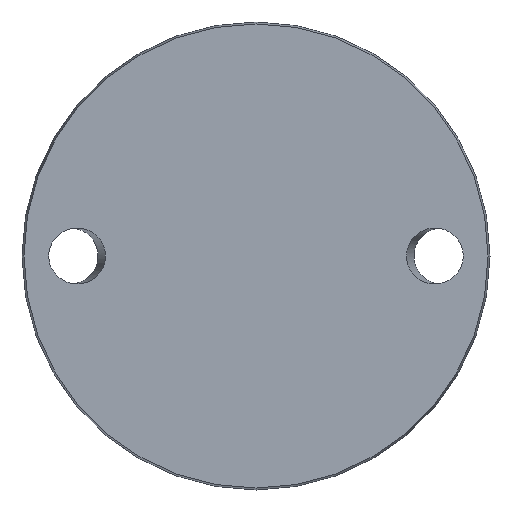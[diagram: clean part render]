
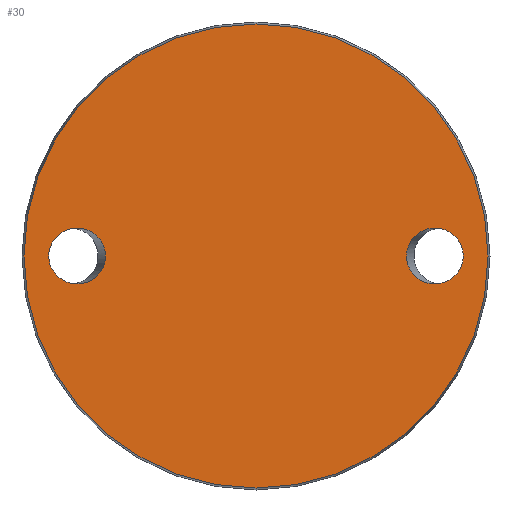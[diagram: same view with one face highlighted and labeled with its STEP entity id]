
A CAD part, front view. The second image highlights one B-rep face of the part: STEP entity #30.
In plain terms, the highlighted planar face has unit normal (0, -1, 0).
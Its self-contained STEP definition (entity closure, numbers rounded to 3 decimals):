
#29 = AXIS2_PLACEMENT_3D ( 'NONE', #548, #86, #639 ) ;
#30 = ADVANCED_FACE ( 'NONE', ( #992, #609, #83 ), #309, .F. ) ;
#83 = FACE_OUTER_BOUND ( 'NONE', #380, .T. ) ;
#86 = DIRECTION ( 'NONE',  ( 0., -1., 0. ) ) ;
#109 = AXIS2_PLACEMENT_3D ( 'NONE', #453, #375, #219 ) ;
#120 = CARTESIAN_POINT ( 'NONE',  ( 61.115, 0., 0. ) ) ;
#154 = CARTESIAN_POINT ( 'NONE',  ( -44.385, 0., 0. ) ) ;
#219 = DIRECTION ( 'NONE',  ( 0., 0., 1. ) ) ;
#234 = EDGE_CURVE ( 'NONE', #434, #434, #487, .T. ) ;
#236 =( BOUNDED_CURVE ( )  B_SPLINE_CURVE ( 3, ( #980, #541, #847, #154, #463, #293, #768 ),
 .UNSPECIFIED., .T., .F. ) 
 B_SPLINE_CURVE_WITH_KNOTS ( ( 4, 3, 4 ),
 ( 0., 3.142, 6.283 ),
 .UNSPECIFIED. ) 
 CURVE ( )  GEOMETRIC_REPRESENTATION_ITEM ( )  RATIONAL_B_SPLINE_CURVE ( ( 1., 0.333, 0.333, 1., 0.333, 0.333, 1. ) ) 
 REPRESENTATION_ITEM ( '' )  );
#245 = ORIENTED_EDGE ( 'NONE', *, *, #395, .T. ) ;
#293 = CARTESIAN_POINT ( 'NONE',  ( -61.115, 0., -16.5 ) ) ;
#306 = EDGE_LOOP ( 'NONE', ( #245 ) ) ;
#309 = PLANE ( 'NONE',  #109 ) ;
#343 = CARTESIAN_POINT ( 'NONE',  ( 44.385, 0., 0. ) ) ;
#375 = DIRECTION ( 'NONE',  ( 0., 1., 0. ) ) ;
#380 = EDGE_LOOP ( 'NONE', ( #652 ) ) ;
#395 = EDGE_CURVE ( 'NONE', #654, #654, #236, .T. ) ;
#434 = VERTEX_POINT ( 'NONE', #573 ) ;
#446 = EDGE_CURVE ( 'NONE', #719, #719, #466, .T. ) ;
#453 = CARTESIAN_POINT ( 'NONE',  ( -68.425, 0., 0. ) ) ;
#463 = CARTESIAN_POINT ( 'NONE',  ( -44.385, 0., -16.5 ) ) ;
#466 = CIRCLE ( 'NONE', #29, 68.425 ) ;
#487 =( BOUNDED_CURVE ( )  B_SPLINE_CURVE ( 3, ( #343, #650, #809, #120, #668, #815, #965 ),
 .UNSPECIFIED., .T., .F. ) 
 B_SPLINE_CURVE_WITH_KNOTS ( ( 4, 3, 4 ),
 ( 0., 3.142, 6.283 ),
 .UNSPECIFIED. ) 
 CURVE ( )  GEOMETRIC_REPRESENTATION_ITEM ( )  RATIONAL_B_SPLINE_CURVE ( ( 1., 0.333, 0.333, 1., 0.333, 0.333, 1. ) ) 
 REPRESENTATION_ITEM ( '' )  );
#541 = CARTESIAN_POINT ( 'NONE',  ( -61.115, 0., 16.5 ) ) ;
#548 = CARTESIAN_POINT ( 'NONE',  ( 0., 0., 0. ) ) ;
#568 = EDGE_LOOP ( 'NONE', ( #973 ) ) ;
#573 = CARTESIAN_POINT ( 'NONE',  ( 44.385, 0., 0. ) ) ;
#609 = FACE_BOUND ( 'NONE', #568, .T. ) ;
#639 = DIRECTION ( 'NONE',  ( 0., 0., -1. ) ) ;
#650 = CARTESIAN_POINT ( 'NONE',  ( 44.385, 0., -16.5 ) ) ;
#652 = ORIENTED_EDGE ( 'NONE', *, *, #446, .T. ) ;
#654 = VERTEX_POINT ( 'NONE', #807 ) ;
#668 = CARTESIAN_POINT ( 'NONE',  ( 61.115, 0., 16.5 ) ) ;
#719 = VERTEX_POINT ( 'NONE', #874 ) ;
#768 = CARTESIAN_POINT ( 'NONE',  ( -61.115, 0., 0. ) ) ;
#807 = CARTESIAN_POINT ( 'NONE',  ( -61.115, 0., 0. ) ) ;
#809 = CARTESIAN_POINT ( 'NONE',  ( 61.115, 0., -16.5 ) ) ;
#815 = CARTESIAN_POINT ( 'NONE',  ( 44.385, 0., 16.5 ) ) ;
#847 = CARTESIAN_POINT ( 'NONE',  ( -44.385, 0., 16.5 ) ) ;
#874 = CARTESIAN_POINT ( 'NONE',  ( 0., 0., -68.425 ) ) ;
#965 = CARTESIAN_POINT ( 'NONE',  ( 44.385, 0., 0. ) ) ;
#973 = ORIENTED_EDGE ( 'NONE', *, *, #234, .F. ) ;
#980 = CARTESIAN_POINT ( 'NONE',  ( -61.115, 0., 0. ) ) ;
#992 = FACE_BOUND ( 'NONE', #306, .T. ) ;
